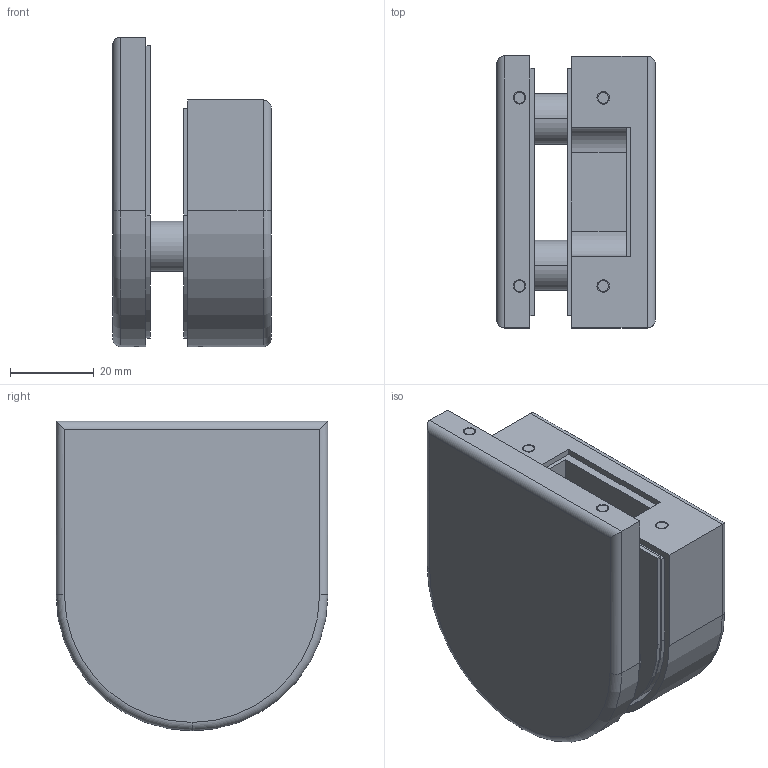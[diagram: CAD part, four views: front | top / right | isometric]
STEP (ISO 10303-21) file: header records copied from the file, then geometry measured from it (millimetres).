
FILE_DESCRIPTION (( 'STEP AP203' ), '1' );
FILE_NAME ('GS-304_D-L18S_S-1.STEP', '2023-01-27T11:55:13', ( '' ), ( '' ), 'SwSTEP 2.0', 'SolidWorks 2019', '' );
FILE_SCHEMA (( 'CONFIG_CONTROL_DESIGN' ));
Length unit declared in the file: millimetre
Products named in the file (5): GS-304_D-L18S_S.P2; GS-304_D-L18S_S.P3; GS-304_D-L18S_S.P4; GS-304_D-L18S_S.P1; GS-304_D-L18S_S-1
Assembly tree (4 placements, depth 2):
  GS-304_D-L18S_S-1
    GS-304_D-L18S_S.P2
    GS-304_D-L18S_S.P3
    GS-304_D-L18S_S.P4
    GS-304_D-L18S_S.P1
Bounding box: 38 x 65 x 74 mm (x, y, z)
Volume: 87122.2 mm3; surface area: 59132.2 mm2
Topology: 8 solids, 8 shells, 130 faces, 307 edges, 196 vertices
Faces by surface type: cylinder 65, plane 53, torus 8, cone 4
Entity records: 4502 total; most frequent: CARTESIAN_POINT 864, DIRECTION 689, ORIENTED_EDGE 614, EDGE_CURVE 307, AXIS2_PLACEMENT_3D 261, VERTEX_POINT 196, LINE 167, VECTOR 167
